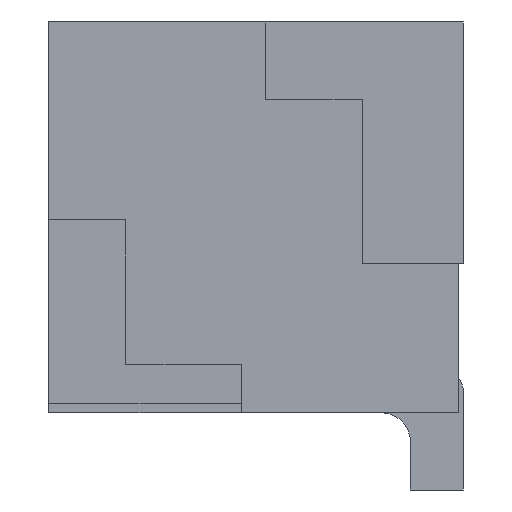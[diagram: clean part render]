
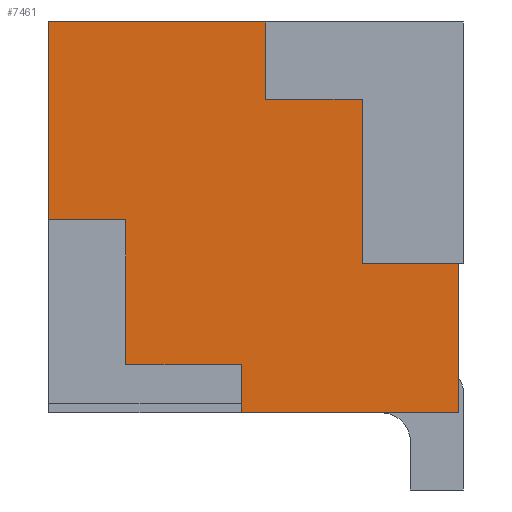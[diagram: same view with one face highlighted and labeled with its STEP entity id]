
A CAD part, left-side view. The second image highlights one B-rep face of the part: STEP entity #7461.
In plain terms, the highlighted planar face has unit normal (-1, 0, 0).
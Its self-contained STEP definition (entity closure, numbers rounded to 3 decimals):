
#7088=CARTESIAN_POINT('',(-6.625,0.0,-2.025));
#7089=VERTEX_POINT('',#7088);
#7096=CARTESIAN_POINT('',(-6.625,2.25,-2.025));
#7097=VERTEX_POINT('',#7096);
#7098=CARTESIAN_POINT('',(-6.625,4.25,-2.025));
#7099=DIRECTION('',(0.0,-1.0,0.0));
#7100=VECTOR('',#7099,1.0);
#7101=LINE('',#7098,#7100);
#7102=EDGE_CURVE('n� 981',#7097,#7089,#7101,.T.);
#7338=CARTESIAN_POINT('',(-6.625,4.25,-0.025));
#7339=VERTEX_POINT('',#7338);
#7346=CARTESIAN_POINT('',(-6.625,4.25,2.025));
#7347=VERTEX_POINT('',#7346);
#7348=CARTESIAN_POINT('',(-6.625,4.25,2.025));
#7349=DIRECTION('',(0.0,0.0,1.0));
#7350=VECTOR('',#7349,1.0);
#7351=LINE('',#7348,#7350);
#7352=EDGE_CURVE('n� 978',#7339,#7347,#7351,.T.);
#7376=CARTESIAN_POINT('',(-6.625,1.0,1.225));
#7377=VERTEX_POINT('',#7376);
#7378=CARTESIAN_POINT('',(-6.625,2.0,1.225));
#7379=VERTEX_POINT('',#7378);
#7380=CARTESIAN_POINT('',(-6.625,2.0,1.225));
#7381=DIRECTION('',(0.0,1.0,0.0));
#7382=VECTOR('',#7381,1.0);
#7383=LINE('',#7380,#7382);
#7384=EDGE_CURVE('n� 2179',#7377,#7379,#7383,.T.);
#7385=ORIENTED_EDGE('',*,*,#7384,.T.);
#7386=CARTESIAN_POINT('',(-6.625,2.0,2.025));
#7387=VERTEX_POINT('',#7386);
#7388=CARTESIAN_POINT('',(-6.625,2.0,2.025));
#7389=DIRECTION('',(0.0,0.0,1.0));
#7390=VECTOR('',#7389,1.0);
#7391=LINE('',#7388,#7390);
#7392=EDGE_CURVE('n� 2176',#7379,#7387,#7391,.T.);
#7393=ORIENTED_EDGE('',*,*,#7392,.T.);
#7394=CARTESIAN_POINT('',(-6.625,4.25,2.025));
#7395=DIRECTION('',(0.0,-1.0,0.0));
#7396=VECTOR('',#7395,1.0);
#7397=LINE('',#7394,#7396);
#7398=EDGE_CURVE('n� 75',#7347,#7387,#7397,.T.);
#7399=ORIENTED_EDGE('',*,*,#7398,.F.);
#7400=ORIENTED_EDGE('',*,*,#7352,.F.);
#7401=CARTESIAN_POINT('',(-6.625,3.45,-0.025));
#7402=VERTEX_POINT('',#7401);
#7403=CARTESIAN_POINT('',(-6.625,3.45,-0.025));
#7404=DIRECTION('',(0.0,1.0,0.0));
#7405=VECTOR('',#7404,1.0);
#7406=LINE('',#7403,#7405);
#7407=EDGE_CURVE('n� 1046',#7402,#7339,#7406,.T.);
#7408=ORIENTED_EDGE('',*,*,#7407,.F.);
#7409=CARTESIAN_POINT('',(-6.625,3.45,-1.525));
#7410=VERTEX_POINT('',#7409);
#7411=CARTESIAN_POINT('',(-6.625,3.45,-1.525));
#7412=DIRECTION('',(0.0,0.0,1.0));
#7413=VECTOR('',#7412,1.0);
#7414=LINE('',#7411,#7413);
#7415=EDGE_CURVE('n� 1061',#7410,#7402,#7414,.T.);
#7416=ORIENTED_EDGE('',*,*,#7415,.F.);
#7417=CARTESIAN_POINT('',(-6.625,2.25,-1.525));
#7418=VERTEX_POINT('',#7417);
#7419=CARTESIAN_POINT('',(-6.625,2.25,-1.525));
#7420=DIRECTION('',(0.0,1.0,0.0));
#7421=VECTOR('',#7420,1.0);
#7422=LINE('',#7419,#7421);
#7423=EDGE_CURVE('n� 1058',#7418,#7410,#7422,.T.);
#7424=ORIENTED_EDGE('',*,*,#7423,.F.);
#7425=CARTESIAN_POINT('',(-6.625,2.25,-2.025));
#7426=DIRECTION('',(0.0,0.0,1.0));
#7427=VECTOR('',#7426,1.0);
#7428=LINE('',#7425,#7427);
#7429=EDGE_CURVE('n� 1055',#7097,#7418,#7428,.T.);
#7430=ORIENTED_EDGE('',*,*,#7429,.F.);
#7431=ORIENTED_EDGE('',*,*,#7102,.T.);
#7432=CARTESIAN_POINT('',(-6.625,0.0,-0.475));
#7433=VERTEX_POINT('',#7432);
#7434=CARTESIAN_POINT('',(-6.625,0.0,2.025));
#7435=DIRECTION('',(0.0,0.0,1.0));
#7436=VECTOR('',#7435,1.0);
#7437=LINE('',#7434,#7436);
#7438=EDGE_CURVE('n� 49',#7089,#7433,#7437,.T.);
#7439=ORIENTED_EDGE('',*,*,#7438,.T.);
#7440=CARTESIAN_POINT('',(-6.625,1.0,-0.475));
#7441=VERTEX_POINT('',#7440);
#7442=CARTESIAN_POINT('',(-6.625,1.0,-0.475));
#7443=DIRECTION('',(0.0,1.0,0.0));
#7444=VECTOR('',#7443,1.0);
#7445=LINE('',#7442,#7444);
#7446=EDGE_CURVE('n� 2185',#7433,#7441,#7445,.T.);
#7447=ORIENTED_EDGE('',*,*,#7446,.T.);
#7448=CARTESIAN_POINT('',(-6.625,1.0,1.225));
#7449=DIRECTION('',(0.0,0.0,1.0));
#7450=VECTOR('',#7449,1.0);
#7451=LINE('',#7448,#7450);
#7452=EDGE_CURVE('n� 2182',#7441,#7377,#7451,.T.);
#7453=ORIENTED_EDGE('',*,*,#7452,.T.);
#7454=EDGE_LOOP('',(
    #7385,#7393,#7399,#7400,#7408,#7416,#7424,#7430,#7431,#7439,
    #7447,#7453));
#7455=FACE_OUTER_BOUND('',#7454,.T.);
#7456=CARTESIAN_POINT('',(-6.625,4.25,2.025));
#7457=DIRECTION('',(1.0,-0.0,0.0));
#7458=DIRECTION('',(0.0,0.0,-1.0));
#7459=AXIS2_PLACEMENT_3D('',#7456,#7457,#7458);
#7460=PLANE('',#7459);
#7461=ADVANCED_FACE('n� 81',(#7455),#7460,.F.);
